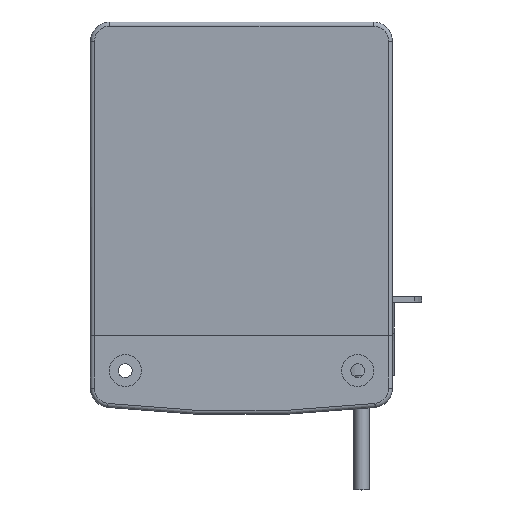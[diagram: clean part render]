
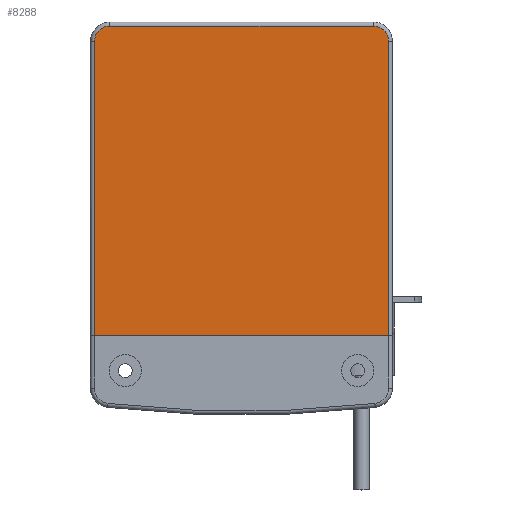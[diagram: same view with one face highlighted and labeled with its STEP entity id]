
A CAD part, top view. The second image highlights one B-rep face of the part: STEP entity #8288.
In plain terms, the highlighted planar face has unit normal (0, -0.049, 0.999).
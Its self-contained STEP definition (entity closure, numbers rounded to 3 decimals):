
#7083=CARTESIAN_POINT('Line Origine',(0.,-30.25,84.5)) ;
#7087=CARTESIAN_POINT('Vertex',(-38.,-30.25,84.5)) ;
#7089=CARTESIAN_POINT('Vertex',(38.,-30.25,84.5)) ;
#8218=CARTESIAN_POINT('Axis2P3D Location',(0.,50.75,88.5)) ;
#8223=CARTESIAN_POINT('Line Origine',(38.,7.725,86.375)) ;
#8227=CARTESIAN_POINT('Vertex',(38.,45.701,88.251)) ;
#8231=CARTESIAN_POINT('Control Point',(38.,45.701,88.251)) ;
#8232=CARTESIAN_POINT('Control Point',(38.,45.877,88.259)) ;
#8233=CARTESIAN_POINT('Control Point',(37.99,46.054,88.268)) ;
#8234=CARTESIAN_POINT('Control Point',(37.971,46.229,88.277)) ;
#8235=CARTESIAN_POINT('Control Point',(37.854,46.929,88.311)) ;
#8236=CARTESIAN_POINT('Control Point',(37.584,47.595,88.344)) ;
#8237=CARTESIAN_POINT('Control Point',(37.299,48.056,88.367)) ;
#8238=CARTESIAN_POINT('Control Point',(36.587,48.866,88.407)) ;
#8239=CARTESIAN_POINT('Control Point',(35.651,49.403,88.433)) ;
#8240=CARTESIAN_POINT('Control Point',(35.143,49.59,88.443)) ;
#8241=CARTESIAN_POINT('Control Point',(34.596,49.692,88.448)) ;
#8242=CARTESIAN_POINT('Control Point',(34.048,49.7,88.448)) ;
#8243=CARTESIAN_POINT('Control Point',(34.032,49.701,88.448)) ;
#8244=CARTESIAN_POINT('Control Point',(34.016,49.701,88.448)) ;
#8245=CARTESIAN_POINT('Control Point',(34.,49.701,88.448)) ;
#8246=CARTESIAN_POINT('Vertex',(34.,49.701,88.448)) ;
#8249=CARTESIAN_POINT('Line Origine',(0.,49.701,88.448)) ;
#8253=CARTESIAN_POINT('Vertex',(-34.,49.701,88.448)) ;
#8257=CARTESIAN_POINT('Control Point',(-34.,49.701,88.448)) ;
#8258=CARTESIAN_POINT('Control Point',(-34.176,49.701,88.448)) ;
#8259=CARTESIAN_POINT('Control Point',(-34.353,49.691,88.448)) ;
#8260=CARTESIAN_POINT('Control Point',(-34.529,49.671,88.447)) ;
#8261=CARTESIAN_POINT('Control Point',(-35.229,49.555,88.441)) ;
#8262=CARTESIAN_POINT('Control Point',(-35.894,49.285,88.428)) ;
#8263=CARTESIAN_POINT('Control Point',(-36.355,49.,88.414)) ;
#8264=CARTESIAN_POINT('Control Point',(-37.166,48.288,88.378)) ;
#8265=CARTESIAN_POINT('Control Point',(-37.702,47.352,88.332)) ;
#8266=CARTESIAN_POINT('Control Point',(-37.889,46.844,88.307)) ;
#8267=CARTESIAN_POINT('Control Point',(-37.991,46.297,88.28)) ;
#8268=CARTESIAN_POINT('Control Point',(-38.,45.749,88.253)) ;
#8269=CARTESIAN_POINT('Control Point',(-38.,45.733,88.252)) ;
#8270=CARTESIAN_POINT('Control Point',(-38.,45.717,88.251)) ;
#8271=CARTESIAN_POINT('Control Point',(-38.,45.701,88.251)) ;
#8272=CARTESIAN_POINT('Vertex',(-38.,45.701,88.251)) ;
#8275=CARTESIAN_POINT('Line Origine',(-38.,7.725,86.375)) ;
#7085=VECTOR('Line Direction',#7084,1.) ;
#8225=VECTOR('Line Direction',#8224,1.) ;
#8251=VECTOR('Line Direction',#8250,1.) ;
#8277=VECTOR('Line Direction',#8276,1.) ;
#7084=DIRECTION('Vector Direction',(1.,0.,0.)) ;
#8219=DIRECTION('Axis2P3D Direction',(0.,-0.049,0.999)) ;
#8220=DIRECTION('Axis2P3D XDirection',(0.,-0.999,-0.049)) ;
#8224=DIRECTION('Vector Direction',(0.,-0.999,-0.049)) ;
#8250=DIRECTION('Vector Direction',(1.,0.,0.)) ;
#8276=DIRECTION('Vector Direction',(0.,-0.999,-0.049)) ;
#8221=AXIS2_PLACEMENT_3D('Plane Axis2P3D',#8218,#8219,#8220) ;
#7086=LINE('Line',#7083,#7085) ;
#8226=LINE('Line',#8223,#8225) ;
#8252=LINE('Line',#8249,#8251) ;
#8278=LINE('Line',#8275,#8277) ;
#8222=PLANE('',#8221) ;
#7091=EDGE_CURVE('',#7088,#7090,#7086,.T.) ;
#8229=EDGE_CURVE('',#8228,#7090,#8226,.T.) ;
#8248=EDGE_CURVE('',#8247,#8228,#8230,.F.) ;
#8255=EDGE_CURVE('',#8254,#8247,#8252,.T.) ;
#8274=EDGE_CURVE('',#8273,#8254,#8256,.F.) ;
#8279=EDGE_CURVE('',#7088,#8273,#8278,.F.) ;
#8281=ORIENTED_EDGE('',*,*,#7091,.T.) ;
#8282=ORIENTED_EDGE('',*,*,#8229,.F.) ;
#8283=ORIENTED_EDGE('',*,*,#8248,.F.) ;
#8284=ORIENTED_EDGE('',*,*,#8255,.F.) ;
#8285=ORIENTED_EDGE('',*,*,#8274,.F.) ;
#8286=ORIENTED_EDGE('',*,*,#8279,.F.) ;
#8280=EDGE_LOOP('',(#8281,#8282,#8283,#8284,#8285,#8286)) ;
#7088=VERTEX_POINT('',#7087) ;
#7090=VERTEX_POINT('',#7089) ;
#8228=VERTEX_POINT('',#8227) ;
#8247=VERTEX_POINT('',#8246) ;
#8254=VERTEX_POINT('',#8253) ;
#8273=VERTEX_POINT('',#8272) ;
#8288=ADVANCED_FACE('PartBody',(#8287),#8222,.T.) ;
#8230=B_SPLINE_CURVE_WITH_KNOTS('',5,(#8231,#8232,#8233,#8234,#8235,#8236,#8237,#8238,#8239,#8240,#8241,#8242,#8243,#8244,#8245),.UNSPECIFIED.,.F.,.U.,(6,3,3,3,6),(15.093,16.507,20.769,25.028,25.157),.UNSPECIFIED.) ;
#8256=B_SPLINE_CURVE_WITH_KNOTS('',5,(#8257,#8258,#8259,#8260,#8261,#8262,#8263,#8264,#8265,#8266,#8267,#8268,#8269,#8270,#8271),.UNSPECIFIED.,.F.,.U.,(6,3,3,3,6),(15.096,16.509,20.768,25.03,25.16),.UNSPECIFIED.) ;
#8287=FACE_OUTER_BOUND('',#8280,.T.) ;
